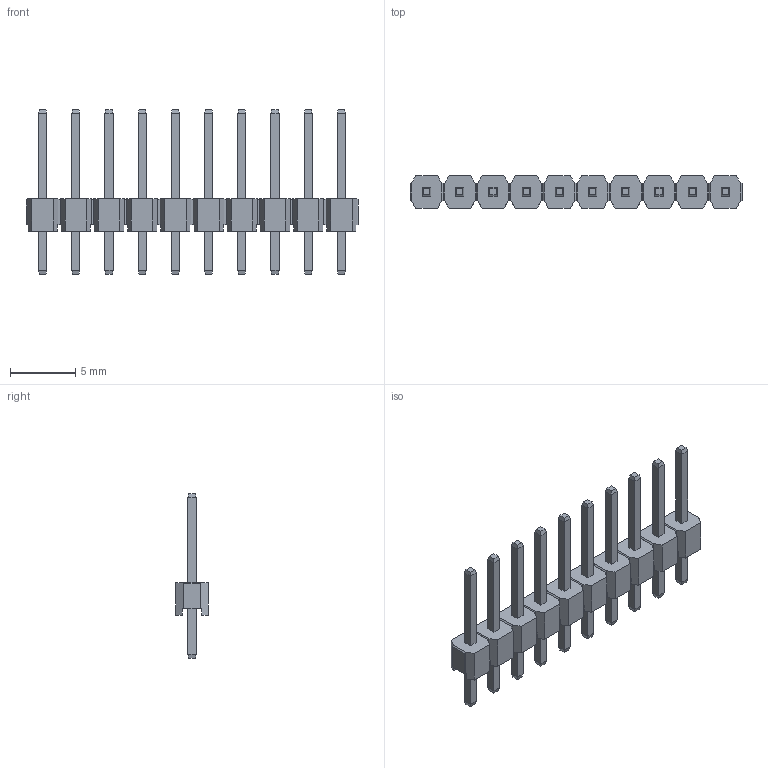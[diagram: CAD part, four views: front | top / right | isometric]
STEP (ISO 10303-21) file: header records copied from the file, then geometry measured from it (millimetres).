
FILE_DESCRIPTION(/* description */ (''),/* implementation_level */ '2;1');
FILE_NAME(/* name */ '943-13-010-xx.stp',/* time_stamp */ '2015-02-05T09:26:28+01:00',/* author */ ('Andreas.Larin'),/* organization */ (''),/* preprocessor_version */ 'ST-DEVELOPER v15.6',/* originating_system */ 'Autodesk Inventor 2015',/* authorisation */ '');
FILE_SCHEMA (('AUTOMOTIVE_DESIGN { 1 0 10303 214 3 1 1 }'));
Length unit declared in the file: millimetre
Products named in the file (12): BODY_14; BODY_13; BODY_8; BODY_7; BODY_6; BODY_5; BODY_4; BODY_3; BODY_2; BODY_1; BODY_0; 943-13-010-xx
Bounding box: 25.4 x 2.5 x 12.6 mm (x, y, z)
Volume: 165.8 mm3; surface area: 665.2 mm2
Topology: 11 solids, 11 shells, 335 faces, 819 edges, 506 vertices
Faces by surface type: plane 335
Entity records: 9767 total; most frequent: CARTESIAN_POINT 1683, ORIENTED_EDGE 1638, DIRECTION 1535, LINE 819, VECTOR 819, EDGE_CURVE 819, VERTEX_POINT 506, AXIS2_PLACEMENT_3D 358
